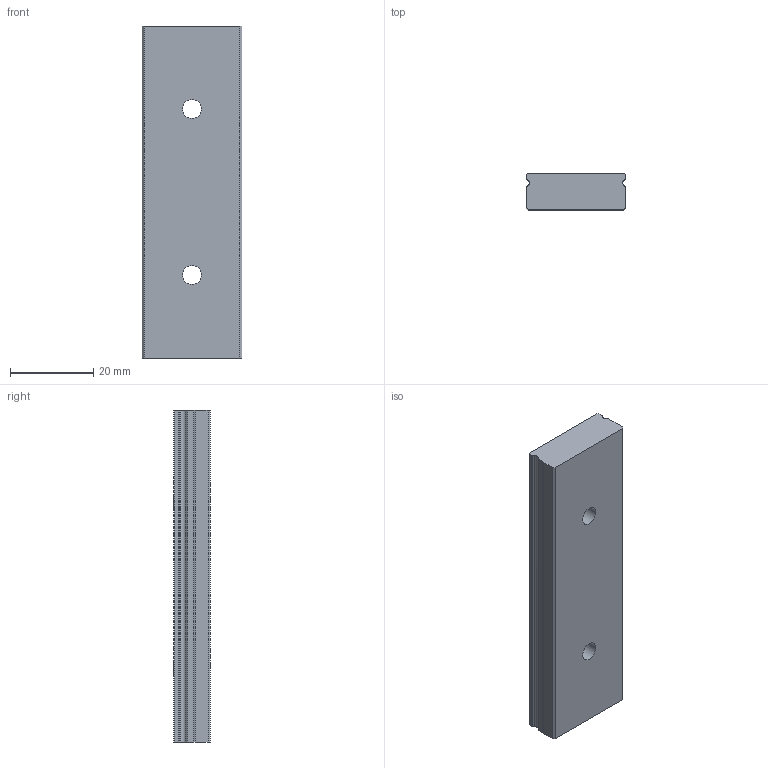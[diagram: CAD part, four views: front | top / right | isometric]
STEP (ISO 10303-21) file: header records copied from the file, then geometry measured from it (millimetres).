
FILE_DESCRIPTION(/* description */ (''),/* implementation_level */ '2;1');
FILE_NAME(/* name */ 'LGMW12L.stp',/* time_stamp */ '2018-10-20T10:59:03+02:00',/* author */ ('nesvadba'),/* organization */ (''),/* preprocessor_version */ 'ST-DEVELOPER v16.1',/* originating_system */ 'Autodesk Inventor 2016',/* authorisation */ '');
FILE_SCHEMA (('AUTOMOTIVE_DESIGN { 1 0 10303 214 3 1 1 }'));
Length unit declared in the file: millimetre
Products named in the file (1): LGMW12L
Bounding box: 24 x 8.75 x 80 mm (x, y, z)
Volume: 15964 mm3; surface area: 5927 mm2
Topology: 1 solids, 1 shells, 38 faces, 102 edges, 68 vertices
Faces by surface type: plane 18, bspline 14, cylinder 6
Full cylindrical faces by diameter (mm): 4.5 x2, 8 x2
Entity records: 1468 total; most frequent: CARTESIAN_POINT 564, ORIENTED_EDGE 196, DIRECTION 132, EDGE_CURVE 98, VERTEX_POINT 68, LINE 58, VECTOR 58, EDGE_LOOP 48
